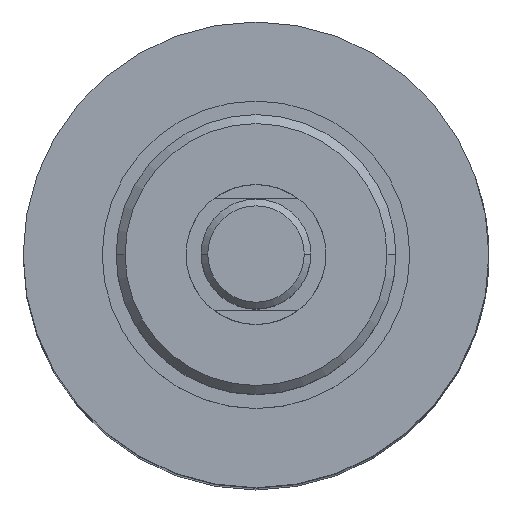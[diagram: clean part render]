
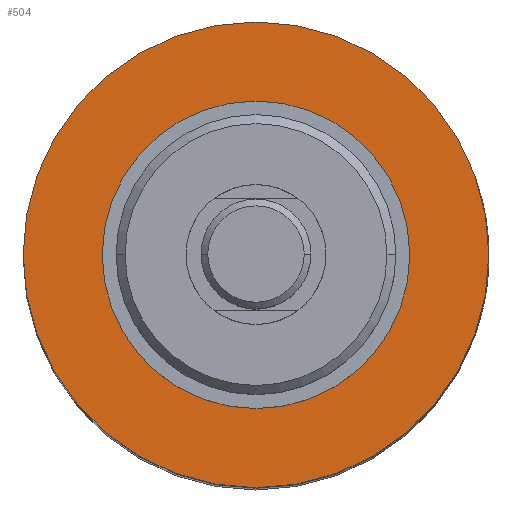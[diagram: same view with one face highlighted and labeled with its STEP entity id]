
A CAD part, top view. The second image highlights one B-rep face of the part: STEP entity #504.
In plain terms, the highlighted planar face has unit normal (0, 0, 1).
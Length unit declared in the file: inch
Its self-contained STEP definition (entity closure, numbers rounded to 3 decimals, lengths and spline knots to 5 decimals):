
#255 = EDGE_LOOP ( 'NONE', ( #740, #1173 ) ) ;
#265 = EDGE_LOOP ( 'NONE', ( #2204, #2573 ) ) ;
#279 = DIRECTION ( 'NONE',  ( 0., 0., 1. ) ) ;
#373 = DIRECTION ( 'NONE',  ( 0., 0., 1. ) ) ;
#389 = CARTESIAN_POINT ( 'NONE',  ( 0., 0., 0.92 ) ) ;
#392 = DIRECTION ( 'NONE',  ( 0., 0., 1. ) ) ;
#421 = AXIS2_PLACEMENT_3D ( 'NONE', #1611, #279, #1844 ) ;
#504 = ADVANCED_FACE ( 'NONE', ( #519, #1038 ), #814, .T. ) ;
#519 = FACE_OUTER_BOUND ( 'NONE', #255, .T. ) ;
#603 = DIRECTION ( 'NONE',  ( 1., 0., 0. ) ) ;
#740 = ORIENTED_EDGE ( 'NONE', *, *, #2457, .T. ) ;
#814 = PLANE ( 'NONE',  #1898 ) ;
#822 = AXIS2_PLACEMENT_3D ( 'NONE', #1718, #373, #1945 ) ;
#838 = CARTESIAN_POINT ( 'NONE',  ( 0., 0., 0.92 ) ) ;
#1038 = FACE_BOUND ( 'NONE', #265, .T. ) ;
#1063 = DIRECTION ( 'NONE',  ( 1., 0., 0. ) ) ;
#1079 = CARTESIAN_POINT ( 'NONE',  ( 1.04, 0., 0.92 ) ) ;
#1109 = AXIS2_PLACEMENT_3D ( 'NONE', #389, #1952, #603 ) ;
#1142 = CARTESIAN_POINT ( 'NONE',  ( 0.68675, 0., 0.92 ) ) ;
#1173 = ORIENTED_EDGE ( 'NONE', *, *, #2445, .T. ) ;
#1234 = CARTESIAN_POINT ( 'NONE',  ( -0.68675, 0., 0.92 ) ) ;
#1270 = CIRCLE ( 'NONE', #421, 0.68675 ) ;
#1339 = VERTEX_POINT ( 'NONE', #1142 ) ;
#1497 = CARTESIAN_POINT ( 'NONE',  ( 0., 0., 0.92 ) ) ;
#1611 = CARTESIAN_POINT ( 'NONE',  ( 0., 0., 0.92 ) ) ;
#1718 = CARTESIAN_POINT ( 'NONE',  ( 0., 0., 0.92 ) ) ;
#1726 = CARTESIAN_POINT ( 'NONE',  ( -1.04, 0., 0.92 ) ) ;
#1795 = VERTEX_POINT ( 'NONE', #1234 ) ;
#1834 = CIRCLE ( 'NONE', #2328, 0.68675 ) ;
#1844 = DIRECTION ( 'NONE',  ( 1., 0., 0. ) ) ;
#1898 = AXIS2_PLACEMENT_3D ( 'NONE', #1497, #392, #1961 ) ;
#1945 = DIRECTION ( 'NONE',  ( 1., 0., 0. ) ) ;
#1952 = DIRECTION ( 'NONE',  ( 0., 0., 1. ) ) ;
#1961 = DIRECTION ( 'NONE',  ( 1., 0., 0. ) ) ;
#2050 = CIRCLE ( 'NONE', #1109, 1.04 ) ;
#2200 = CIRCLE ( 'NONE', #822, 1.04 ) ;
#2204 = ORIENTED_EDGE ( 'NONE', *, *, #2813, .F. ) ;
#2328 = AXIS2_PLACEMENT_3D ( 'NONE', #838, #2411, #1063 ) ;
#2411 = DIRECTION ( 'NONE',  ( 0., 0., 1. ) ) ;
#2445 = EDGE_CURVE ( 'NONE', #2577, #2464, #2200, .T. ) ;
#2457 = EDGE_CURVE ( 'NONE', #2464, #2577, #2050, .T. ) ;
#2464 = VERTEX_POINT ( 'NONE', #1726 ) ;
#2497 = EDGE_CURVE ( 'NONE', #1339, #1795, #1834, .T. ) ;
#2573 = ORIENTED_EDGE ( 'NONE', *, *, #2497, .F. ) ;
#2577 = VERTEX_POINT ( 'NONE', #1079 ) ;
#2813 = EDGE_CURVE ( 'NONE', #1795, #1339, #1270, .T. ) ;
